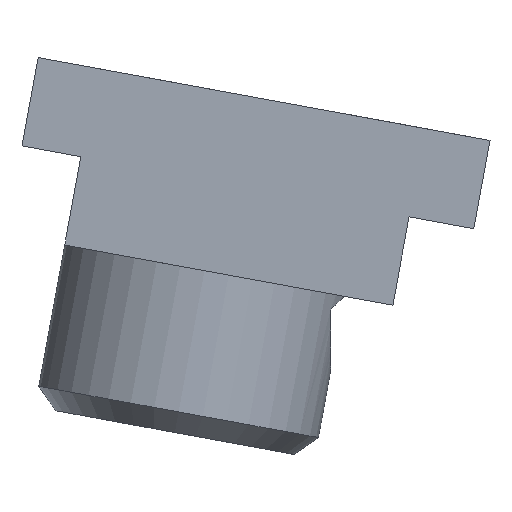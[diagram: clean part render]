
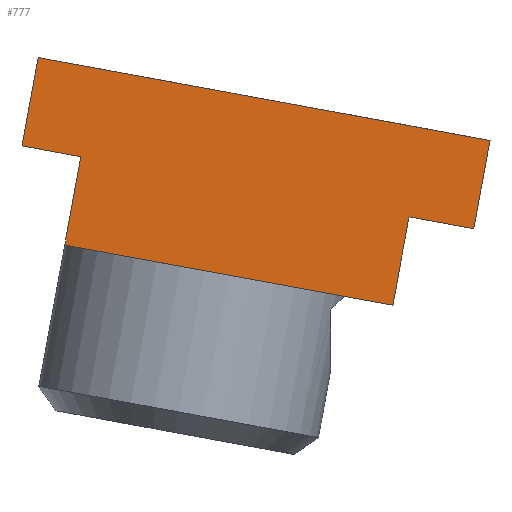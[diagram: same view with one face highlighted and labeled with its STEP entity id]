
A CAD part, left-side view. The second image highlights one B-rep face of the part: STEP entity #777.
In plain terms, the highlighted planar face has unit normal (-1, 0, 0).
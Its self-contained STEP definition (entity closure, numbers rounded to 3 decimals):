
#46=PLANE('',#828);
#86=FACE_OUTER_BOUND('',#132,.T.);
#132=EDGE_LOOP('',(#644,#645,#646,#647,#648,#649,#650,#651));
#166=LINE('',#1709,#216);
#172=LINE('',#1809,#222);
#176=LINE('',#1817,#226);
#180=LINE('',#1824,#230);
#181=LINE('',#1825,#231);
#182=LINE('',#1827,#232);
#183=LINE('',#1829,#233);
#184=LINE('',#1830,#234);
#216=VECTOR('',#870,10.);
#222=VECTOR('',#908,10.);
#226=VECTOR('',#914,10.);
#230=VECTOR('',#920,10.);
#231=VECTOR('',#921,10.);
#232=VECTOR('',#922,10.);
#233=VECTOR('',#923,10.);
#234=VECTOR('',#924,10.);
#343=VERTEX_POINT('',#1702);
#346=VERTEX_POINT('',#1707);
#359=VERTEX_POINT('',#1807);
#360=VERTEX_POINT('',#1808);
#363=VERTEX_POINT('',#1816);
#365=VERTEX_POINT('',#1823);
#366=VERTEX_POINT('',#1826);
#367=VERTEX_POINT('',#1828);
#440=EDGE_CURVE('',#346,#343,#166,.T.);
#459=EDGE_CURVE('',#359,#360,#172,.T.);
#463=EDGE_CURVE('',#359,#363,#176,.T.);
#467=EDGE_CURVE('',#360,#365,#180,.T.);
#468=EDGE_CURVE('',#343,#365,#181,.T.);
#469=EDGE_CURVE('',#366,#346,#182,.T.);
#470=EDGE_CURVE('',#367,#366,#183,.T.);
#471=EDGE_CURVE('',#363,#367,#184,.T.);
#644=ORIENTED_EDGE('',*,*,#459,.T.);
#645=ORIENTED_EDGE('',*,*,#467,.T.);
#646=ORIENTED_EDGE('',*,*,#468,.F.);
#647=ORIENTED_EDGE('',*,*,#440,.F.);
#648=ORIENTED_EDGE('',*,*,#469,.F.);
#649=ORIENTED_EDGE('',*,*,#470,.F.);
#650=ORIENTED_EDGE('',*,*,#471,.F.);
#651=ORIENTED_EDGE('',*,*,#463,.F.);
#777=ADVANCED_FACE('',(#86),#46,.F.);
#828=AXIS2_PLACEMENT_3D('',#1822,#918,#919);
#870=DIRECTION('',(0.,-0.984,-0.18));
#908=DIRECTION('',(0.,-0.18,0.984));
#914=DIRECTION('',(0.,0.984,0.18));
#918=DIRECTION('center_axis',(1.,0.,0.));
#919=DIRECTION('ref_axis',(0.,0.,-1.));
#920=DIRECTION('',(0.,-0.984,-0.18));
#921=DIRECTION('',(0.,0.18,-0.984));
#922=DIRECTION('',(0.,-0.18,0.984));
#923=DIRECTION('',(0.,0.984,0.18));
#924=DIRECTION('',(0.,-0.18,0.984));
#1702=CARTESIAN_POINT('',(-7.25,-69.547,-6.507));
#1707=CARTESIAN_POINT('',(-7.25,-54.449,-3.739));
#1709=CARTESIAN_POINT('',(-7.25,-62.179,-5.156));
#1807=CARTESIAN_POINT('',(-7.25,-66.301,-12.012));
#1808=CARTESIAN_POINT('',(-7.25,-66.842,-9.061));
#1809=CARTESIAN_POINT('',(-7.25,-67.963,-2.946));
#1816=CARTESIAN_POINT('',(-7.25,-55.334,-10.001));
#1817=CARTESIAN_POINT('',(-7.25,-60.552,-10.958));
#1822=CARTESIAN_POINT('Origin',(-7.25,-63.475,1.911));
#1823=CARTESIAN_POINT('',(-7.25,-69.006,-9.457));
#1824=CARTESIAN_POINT('',(-7.25,-64.289,-8.593));
#1825=CARTESIAN_POINT('',(-7.25,-70.195,-2.973));
#1826=CARTESIAN_POINT('',(-7.25,-53.908,-6.69));
#1827=CARTESIAN_POINT('',(-7.25,-54.826,-1.681));
#1828=CARTESIAN_POINT('',(-7.25,-55.875,-7.051));
#1829=CARTESIAN_POINT('',(-7.25,-58.757,-7.579));
#1830=CARTESIAN_POINT('',(-7.25,-56.686,-2.624));
